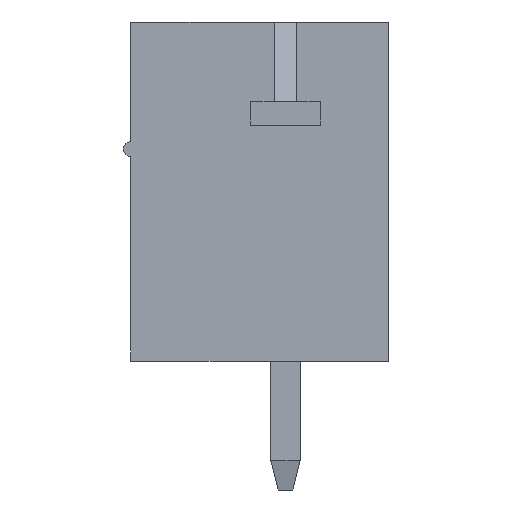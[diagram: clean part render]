
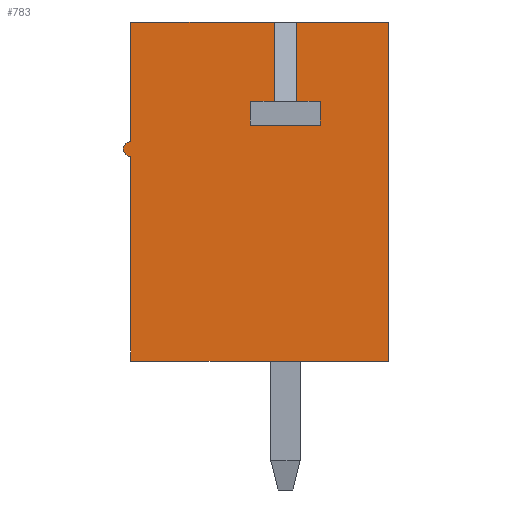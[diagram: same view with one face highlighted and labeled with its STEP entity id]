
A CAD part, left-side view. The second image highlights one B-rep face of the part: STEP entity #783.
In plain terms, the highlighted planar face has unit normal (-1, 0, 0).
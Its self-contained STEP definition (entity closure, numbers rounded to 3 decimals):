
#783 = ADVANCED_FACE( '', ( #1773 ), #1774, .F. );
#1773 = FACE_OUTER_BOUND( '', #2997, .T. );
#1774 = PLANE( '', #2998 );
#2997 = EDGE_LOOP( '', ( #5196, #5197, #5198, #5199, #5200, #5201, #5202, #5203, #5204, #5205, #5206, #5207, #5208, #5209 ) );
#2998 = AXIS2_PLACEMENT_3D( '', #5210, #5211, #5212 );
#5196 = ORIENTED_EDGE( '', *, *, #8377, .T. );
#5197 = ORIENTED_EDGE( '', *, *, #8378, .T. );
#5198 = ORIENTED_EDGE( '', *, *, #8313, .F. );
#5199 = ORIENTED_EDGE( '', *, *, #8379, .T. );
#5200 = ORIENTED_EDGE( '', *, *, #8380, .T. );
#5201 = ORIENTED_EDGE( '', *, *, #8381, .T. );
#5202 = ORIENTED_EDGE( '', *, *, #8382, .F. );
#5203 = ORIENTED_EDGE( '', *, *, #8131, .F. );
#5204 = ORIENTED_EDGE( '', *, *, #8310, .F. );
#5205 = ORIENTED_EDGE( '', *, *, #8383, .T. );
#5206 = ORIENTED_EDGE( '', *, *, #8384, .T. );
#5207 = ORIENTED_EDGE( '', *, *, #7954, .T. );
#5208 = ORIENTED_EDGE( '', *, *, #8149, .T. );
#5209 = ORIENTED_EDGE( '', *, *, #8385, .T. );
#5210 = CARTESIAN_POINT( '', ( -15.835, 0., 0. ) );
#5211 = DIRECTION( '', ( 1., 0., 0. ) );
#5212 = DIRECTION( '', ( 0., 0., -1. ) );
#7954 = EDGE_CURVE( '', #9754, #9755, #9756, .T. );
#8131 = EDGE_CURVE( '', #10051, #10053, #10054, .T. );
#8149 = EDGE_CURVE( '', #9755, #10080, #10081, .T. );
#8310 = EDGE_CURVE( '', #10340, #10051, #10342, .T. );
#8313 = EDGE_CURVE( '', #10344, #10339, #10346, .T. );
#8377 = EDGE_CURVE( '', #10442, #10443, #10444, .T. );
#8378 = EDGE_CURVE( '', #10443, #10339, #10445, .T. );
#8379 = EDGE_CURVE( '', #10344, #10446, #10447, .T. );
#8380 = EDGE_CURVE( '', #10446, #10448, #10449, .F. );
#8381 = EDGE_CURVE( '', #10448, #10450, #10451, .T. );
#8382 = EDGE_CURVE( '', #10053, #10450, #10452, .T. );
#8383 = EDGE_CURVE( '', #10340, #10453, #10454, .T. );
#8384 = EDGE_CURVE( '', #10453, #9754, #10455, .T. );
#8385 = EDGE_CURVE( '', #10080, #10442, #10456, .T. );
#9754 = VERTEX_POINT( '', #12294 );
#9755 = VERTEX_POINT( '', #12295 );
#9756 = LINE( '', #12296, #12297 );
#10051 = VERTEX_POINT( '', #12735 );
#10053 = VERTEX_POINT( '', #12738 );
#10054 = LINE( '', #12739, #12740 );
#10080 = VERTEX_POINT( '', #12778 );
#10081 = LINE( '', #12779, #12780 );
#10339 = VERTEX_POINT( '', #13176 );
#10340 = VERTEX_POINT( '', #13177 );
#10342 = LINE( '', #13180, #13181 );
#10344 = VERTEX_POINT( '', #13184 );
#10346 = LINE( '', #13187, #13188 );
#10442 = VERTEX_POINT( '', #13330 );
#10443 = VERTEX_POINT( '', #13331 );
#10444 = LINE( '', #13332, #13333 );
#10445 = LINE( '', #13334, #13335 );
#10446 = VERTEX_POINT( '', #13336 );
#10447 = LINE( '', #13337, #13338 );
#10448 = VERTEX_POINT( '', #13339 );
#10449 = CIRCLE( '', #13340, 0.2 );
#10450 = VERTEX_POINT( '', #13341 );
#10451 = LINE( '', #13342, #13343 );
#10452 = LINE( '', #13344, #13345 );
#10453 = VERTEX_POINT( '', #13346 );
#10454 = LINE( '', #13347, #13348 );
#10455 = LINE( '', #13349, #13350 );
#10456 = LINE( '', #13351, #13352 );
#12294 = CARTESIAN_POINT( '', ( -15.835, -1.75, 2.45 ) );
#12295 = CARTESIAN_POINT( '', ( -15.835, -1.75, 1.8 ) );
#12296 = CARTESIAN_POINT( '', ( -15.835, -1.75, 2.45 ) );
#12297 = VECTOR( '', #14879, 1000. );
#12735 = CARTESIAN_POINT( '', ( -15.835, -3.6, 4.6 ) );
#12738 = CARTESIAN_POINT( '', ( -15.835, -3.6, -4.6 ) );
#12739 = CARTESIAN_POINT( '', ( -15.835, -3.6, 4.6 ) );
#12740 = VECTOR( '', #15030, 1000. );
#12778 = CARTESIAN_POINT( '', ( -15.835, 0.15, 1.8 ) );
#12779 = CARTESIAN_POINT( '', ( -15.835, -1.75, 1.8 ) );
#12780 = VECTOR( '', #15043, 1000. );
#13176 = CARTESIAN_POINT( '', ( -15.835, -0.5, 4.6 ) );
#13177 = CARTESIAN_POINT( '', ( -15.835, -1.1, 4.6 ) );
#13180 = CARTESIAN_POINT( '', ( -15.835, 3.6, 4.6 ) );
#13181 = VECTOR( '', #15207, 1000. );
#13184 = CARTESIAN_POINT( '', ( -15.835, 3.4, 4.6 ) );
#13187 = CARTESIAN_POINT( '', ( -15.835, 3.6, 4.6 ) );
#13188 = VECTOR( '', #15210, 1000. );
#13330 = CARTESIAN_POINT( '', ( -15.835, 0.15, 2.45 ) );
#13331 = CARTESIAN_POINT( '', ( -15.835, -0.5, 2.45 ) );
#13332 = CARTESIAN_POINT( '', ( -15.835, 0.15, 2.45 ) );
#13333 = VECTOR( '', #15260, 1000. );
#13334 = CARTESIAN_POINT( '', ( -15.835, -0.5, 2.45 ) );
#13335 = VECTOR( '', #15261, 1000. );
#13336 = CARTESIAN_POINT( '', ( -15.835, 3.4, 1.35 ) );
#13337 = CARTESIAN_POINT( '', ( -15.835, 3.4, 0. ) );
#13338 = VECTOR( '', #15262, 1000. );
#13339 = CARTESIAN_POINT( '', ( -15.835, 3.4, 0.95 ) );
#13340 = AXIS2_PLACEMENT_3D( '', #15263, #15264, #15265 );
#13341 = CARTESIAN_POINT( '', ( -15.835, 3.4, -4.6 ) );
#13342 = CARTESIAN_POINT( '', ( -15.835, 3.4, 0. ) );
#13343 = VECTOR( '', #15266, 1000. );
#13344 = CARTESIAN_POINT( '', ( -15.835, -3.6, -4.6 ) );
#13345 = VECTOR( '', #15267, 1000. );
#13346 = CARTESIAN_POINT( '', ( -15.835, -1.1, 2.45 ) );
#13347 = CARTESIAN_POINT( '', ( -15.835, -1.1, 4.6 ) );
#13348 = VECTOR( '', #15268, 1000. );
#13349 = CARTESIAN_POINT( '', ( -15.835, -1.1, 2.45 ) );
#13350 = VECTOR( '', #15269, 1000. );
#13351 = CARTESIAN_POINT( '', ( -15.835, 0.15, 1.8 ) );
#13352 = VECTOR( '', #15270, 1000. );
#14879 = DIRECTION( '', ( 0., 0., -1. ) );
#15030 = DIRECTION( '', ( 0., 0., -1. ) );
#15043 = DIRECTION( '', ( 0., 1., 0. ) );
#15207 = DIRECTION( '', ( 0., -1., 0. ) );
#15210 = DIRECTION( '', ( 0., -1., 0. ) );
#15260 = DIRECTION( '', ( 0., -1., 0. ) );
#15261 = DIRECTION( '', ( 0., 0., 1. ) );
#15262 = DIRECTION( '', ( 0., 0., -1. ) );
#15263 = CARTESIAN_POINT( '', ( -15.835, 3.4, 1.15 ) );
#15264 = DIRECTION( '', ( 1., 0., 0. ) );
#15265 = DIRECTION( '', ( 0., 0., -1. ) );
#15266 = DIRECTION( '', ( 0., 0., -1. ) );
#15267 = DIRECTION( '', ( 0., 1., 0. ) );
#15268 = DIRECTION( '', ( 0., 0., -1. ) );
#15269 = DIRECTION( '', ( 0., -1., 0. ) );
#15270 = DIRECTION( '', ( 0., 0., 1. ) );
